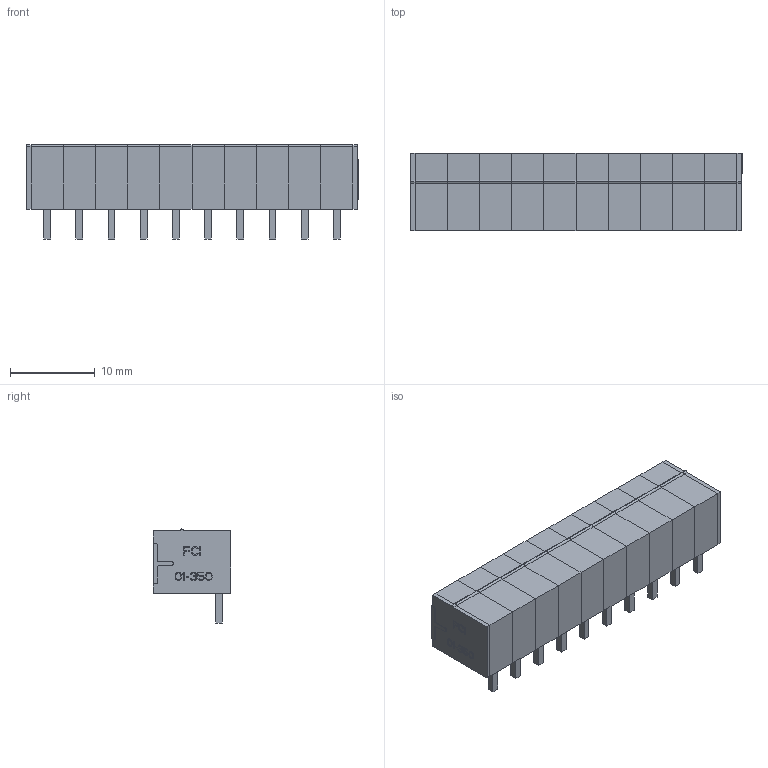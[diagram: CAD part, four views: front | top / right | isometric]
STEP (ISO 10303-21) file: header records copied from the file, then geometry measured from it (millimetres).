
FILE_DESCRIPTION(('STEP AP214'),'1');
FILE_NAME('20020110d101a01lf.stp','2020-03-24T14:16:55',('TraceParts'),('TraceParts S.A.'),'Spatial InterOp 3D',' ',' ');
FILE_SCHEMA(('AUTOMOTIVE_DESIGN { 1 0 10303 214 1 1 1 1 }'));
Length unit declared in the file: millimetre
Products named in the file (1): 20020110d101a01lf_1
Bounding box: 39.29 x 9.2 x 11.12 mm (x, y, z)
Volume: 1509.1 mm3; surface area: 5046.4 mm2
Topology: 12 solids, 12 shells, 903 faces, 2424 edges, 1596 vertices
Faces by surface type: plane 729, cylinder 114, torus 40, cone 20
Entity records: 28005 total; most frequent: CARTESIAN_POINT 5055, ORIENTED_EDGE 4848, DIRECTION 4562, EDGE_CURVE 2424, LINE 2076, VECTOR 2076, VERTEX_POINT 1596, AXIS2_PLACEMENT_3D 1243
